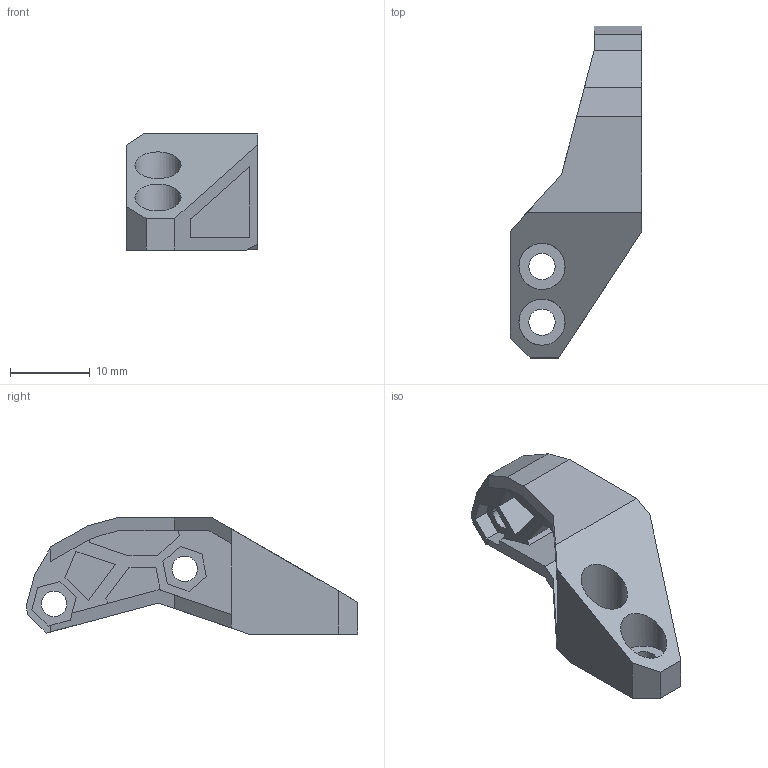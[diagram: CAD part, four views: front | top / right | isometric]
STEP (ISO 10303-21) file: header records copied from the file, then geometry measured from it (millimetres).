
FILE_DESCRIPTION (( 'STEP AP214' ), '1' );
FILE_NAME ('microprobe_mount+1.STEP', '2023-06-30T08:40:18', ( '' ), ( '' ), 'SwSTEP 2.0', 'SolidWorks 2022', '' );
FILE_SCHEMA (( 'AUTOMOTIVE_DESIGN' ));
Length unit declared in the file: millimetre
Products named in the file (1): microprobe_mount+1
Bounding box: 16.55 x 41.73 x 14.6 mm (x, y, z)
Volume: 2616.2 mm3; surface area: 2839.9 mm2
Topology: 1 solids, 1 shells, 77 faces, 207 edges, 137 vertices
Faces by surface type: plane 65, cylinder 12
Entity records: 2427 total; most frequent: CARTESIAN_POINT 434, ORIENTED_EDGE 414, DIRECTION 379, EDGE_CURVE 207, VECTOR 183, LINE 183, VERTEX_POINT 137, AXIS2_PLACEMENT_3D 98
